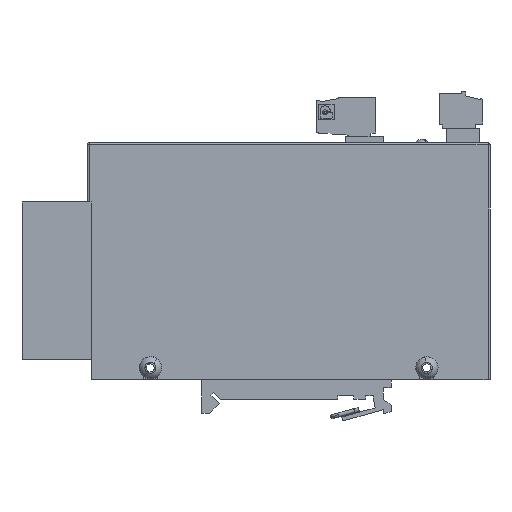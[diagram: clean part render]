
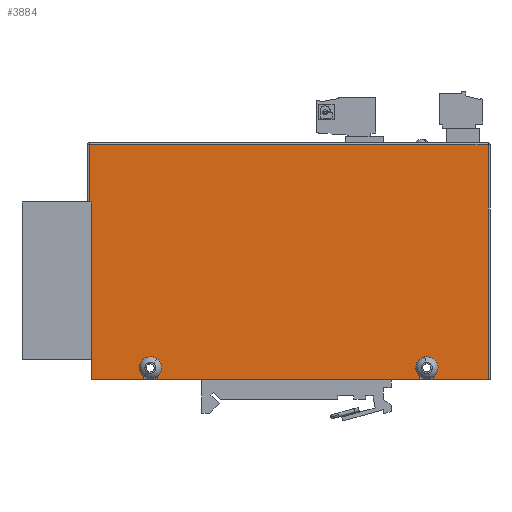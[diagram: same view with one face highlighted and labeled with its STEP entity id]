
A CAD part, front view. The second image highlights one B-rep face of the part: STEP entity #3884.
In plain terms, the highlighted planar face has unit normal (0, -1, 0).
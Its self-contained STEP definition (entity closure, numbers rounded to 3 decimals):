
#426 = ORIENTED_EDGE ( 'NONE', *, *, #7496, .F. ) ;
#872 = ORIENTED_EDGE ( 'NONE', *, *, #13453, .F. ) ;
#1366 = CARTESIAN_POINT ( 'NONE',  ( -6.672, -33.713, 56.13 ) ) ;
#1407 = EDGE_CURVE ( 'NONE', #16131, #27743, #25215, .T. ) ;
#1482 = ORIENTED_EDGE ( 'NONE', *, *, #11796, .T. ) ;
#1734 = CARTESIAN_POINT ( 'NONE',  ( 77.078, -33.713, 56.13 ) ) ;
#1773 = VECTOR ( 'NONE', #6381, 1000. ) ;
#1916 = VECTOR ( 'NONE', #22529, 1000. ) ;
#1937 = CARTESIAN_POINT ( 'NONE',  ( -23.422, -33.713, 56.13 ) ) ;
#2110 = VECTOR ( 'NONE', #7300, 1000. ) ;
#2207 = CARTESIAN_POINT ( 'NONE',  ( -23.422, -33.713, 56.13 ) ) ;
#2374 = VERTEX_POINT ( 'NONE', #26616 ) ;
#2396 = DIRECTION ( 'NONE',  ( 1., 0., 0. ) ) ;
#2840 = VERTEX_POINT ( 'NONE', #24108 ) ;
#3245 = DIRECTION ( 'NONE',  ( 0., 0., 1. ) ) ;
#3357 = DIRECTION ( 'NONE',  ( 0., 0., -1. ) ) ;
#3365 = CARTESIAN_POINT ( 'NONE',  ( -10.172, -33.713, 56.13 ) ) ;
#3404 = CIRCLE ( 'NONE', #9049, 1.75 ) ;
#3884 = ADVANCED_FACE ( 'NONE', ( #30054 ), #11806, .T. ) ;
#3947 = EDGE_CURVE ( 'NONE', #15317, #16131, #23187, .T. ) ;
#4282 = EDGE_LOOP ( 'NONE', ( #426, #7378, #15988, #11100, #1482, #13258, #10078, #28407, #28056, #30493, #10586, #10799, #872, #28652 ) ) ;
#4512 = DIRECTION ( 'NONE',  ( 1., 0., 0. ) ) ;
#4555 = EDGE_CURVE ( 'NONE', #12712, #5035, #11112, .T. ) ;
#4916 = EDGE_CURVE ( 'NONE', #2840, #21622, #9060, .T. ) ;
#5035 = VERTEX_POINT ( 'NONE', #22618 ) ;
#6381 = DIRECTION ( 'NONE',  ( 1., 0., 0. ) ) ;
#6570 = DIRECTION ( 'NONE',  ( 1., 0., 0. ) ) ;
#6716 = CARTESIAN_POINT ( 'NONE',  ( -23.922, -33.713, 115.63 ) ) ;
#6727 = CARTESIAN_POINT ( 'NONE',  ( -24.422, -33.713, 101.13 ) ) ;
#6944 = VECTOR ( 'NONE', #6570, 1000. ) ;
#7088 = VECTOR ( 'NONE', #2396, 1000. ) ;
#7090 = VERTEX_POINT ( 'NONE', #26270 ) ;
#7300 = DIRECTION ( 'NONE',  ( 0., 0., -1. ) ) ;
#7378 = ORIENTED_EDGE ( 'NONE', *, *, #25736, .F. ) ;
#7424 = VERTEX_POINT ( 'NONE', #24880 ) ;
#7457 = VECTOR ( 'NONE', #32018, 1000. ) ;
#7496 = EDGE_CURVE ( 'NONE', #25099, #21622, #29636, .T. ) ;
#7788 = CARTESIAN_POINT ( 'NONE',  ( 77.078, -33.713, 115.63 ) ) ;
#9049 = AXIS2_PLACEMENT_3D ( 'NONE', #17028, #21250, #4512 ) ;
#9060 = LINE ( 'NONE', #2207, #7457 ) ;
#9522 = LINE ( 'NONE', #11591, #1773 ) ;
#9649 = CARTESIAN_POINT ( 'NONE',  ( 59.828, -33.713, 56.13 ) ) ;
#9796 = DIRECTION ( 'NONE',  ( 0., -1., 0. ) ) ;
#9798 = VECTOR ( 'NONE', #3357, 1000. ) ;
#10078 = ORIENTED_EDGE ( 'NONE', *, *, #3947, .T. ) ;
#10586 = ORIENTED_EDGE ( 'NONE', *, *, #4555, .F. ) ;
#10636 = DIRECTION ( 'NONE',  ( 0., 0., 1. ) ) ;
#10799 = ORIENTED_EDGE ( 'NONE', *, *, #15983, .F. ) ;
#10833 = CARTESIAN_POINT ( 'NONE',  ( -23.422, -33.713, 101.13 ) ) ;
#11100 = ORIENTED_EDGE ( 'NONE', *, *, #30015, .T. ) ;
#11112 = LINE ( 'NONE', #3365, #9798 ) ;
#11555 = EDGE_CURVE ( 'NONE', #7090, #7424, #31537, .T. ) ;
#11591 = CARTESIAN_POINT ( 'NONE',  ( -23.422, -33.713, 56.13 ) ) ;
#11796 = EDGE_CURVE ( 'NONE', #13383, #14004, #32236, .T. ) ;
#11806 = PLANE ( 'NONE',  #23771 ) ;
#12383 = LINE ( 'NONE', #14628, #18054 ) ;
#12712 = VERTEX_POINT ( 'NONE', #29147 ) ;
#13258 = ORIENTED_EDGE ( 'NONE', *, *, #19077, .T. ) ;
#13383 = VERTEX_POINT ( 'NONE', #22192 ) ;
#13453 = EDGE_CURVE ( 'NONE', #2840, #19039, #14801, .T. ) ;
#14004 = VERTEX_POINT ( 'NONE', #7788 ) ;
#14628 = CARTESIAN_POINT ( 'NONE',  ( -23.422, -33.713, 115.63 ) ) ;
#14801 = LINE ( 'NONE', #1366, #1916 ) ;
#15317 = VERTEX_POINT ( 'NONE', #6716 ) ;
#15983 = EDGE_CURVE ( 'NONE', #19039, #12712, #3404, .T. ) ;
#15988 = ORIENTED_EDGE ( 'NONE', *, *, #11555, .F. ) ;
#16131 = VERTEX_POINT ( 'NONE', #32009 ) ;
#17028 = CARTESIAN_POINT ( 'NONE',  ( -8.422, -33.713, 60.13 ) ) ;
#17801 = CARTESIAN_POINT ( 'NONE',  ( -23.422, -33.713, 56.13 ) ) ;
#18054 = VECTOR ( 'NONE', #25674, 1000. ) ;
#18143 = DIRECTION ( 'NONE',  ( 1., 0., 0. ) ) ;
#18616 = VECTOR ( 'NONE', #25062, 1000. ) ;
#19039 = VERTEX_POINT ( 'NONE', #25180 ) ;
#19077 = EDGE_CURVE ( 'NONE', #14004, #15317, #12383, .T. ) ;
#19617 = CARTESIAN_POINT ( 'NONE',  ( -23.922, -33.713, 56.13 ) ) ;
#20164 = CARTESIAN_POINT ( 'NONE',  ( -23.422, -33.713, 56.13 ) ) ;
#20246 = CARTESIAN_POINT ( 'NONE',  ( 59.828, -33.713, 60.13 ) ) ;
#20650 = CARTESIAN_POINT ( 'NONE',  ( 59.828, -33.713, 56.13 ) ) ;
#21250 = DIRECTION ( 'NONE',  ( 0., -1., 0. ) ) ;
#21622 = VERTEX_POINT ( 'NONE', #9649 ) ;
#22192 = CARTESIAN_POINT ( 'NONE',  ( 77.078, -33.713, 56.13 ) ) ;
#22529 = DIRECTION ( 'NONE',  ( 0., 0., 1. ) ) ;
#22618 = CARTESIAN_POINT ( 'NONE',  ( -10.172, -33.713, 56.13 ) ) ;
#22658 = AXIS2_PLACEMENT_3D ( 'NONE', #33469, #33219, #18143 ) ;
#23187 = LINE ( 'NONE', #19617, #18616 ) ;
#23771 = AXIS2_PLACEMENT_3D ( 'NONE', #1937, #9796, #27823 ) ;
#24108 = CARTESIAN_POINT ( 'NONE',  ( -6.672, -33.713, 56.13 ) ) ;
#24618 = VECTOR ( 'NONE', #3245, 1000. ) ;
#24880 = CARTESIAN_POINT ( 'NONE',  ( 63.328, -33.713, 60.13 ) ) ;
#25062 = DIRECTION ( 'NONE',  ( 0., 0., -1. ) ) ;
#25099 = VERTEX_POINT ( 'NONE', #20246 ) ;
#25180 = CARTESIAN_POINT ( 'NONE',  ( -6.672, -33.713, 60.13 ) ) ;
#25215 = LINE ( 'NONE', #6727, #6944 ) ;
#25674 = DIRECTION ( 'NONE',  ( -1., 0., 0. ) ) ;
#25736 = EDGE_CURVE ( 'NONE', #7424, #25099, #27739, .T. ) ;
#26270 = CARTESIAN_POINT ( 'NONE',  ( 63.328, -33.713, 56.13 ) ) ;
#26616 = CARTESIAN_POINT ( 'NONE',  ( -23.422, -33.713, 56.13 ) ) ;
#27669 = LINE ( 'NONE', #17801, #7088 ) ;
#27697 = DIRECTION ( 'NONE',  ( 0., 0., 1. ) ) ;
#27739 = CIRCLE ( 'NONE', #22658, 1.75 ) ;
#27743 = VERTEX_POINT ( 'NONE', #10833 ) ;
#27823 = DIRECTION ( 'NONE',  ( 1., 0., 0. ) ) ;
#28056 = ORIENTED_EDGE ( 'NONE', *, *, #32459, .F. ) ;
#28407 = ORIENTED_EDGE ( 'NONE', *, *, #1407, .T. ) ;
#28652 = ORIENTED_EDGE ( 'NONE', *, *, #4916, .T. ) ;
#28968 = CARTESIAN_POINT ( 'NONE',  ( 63.328, -33.713, 56.13 ) ) ;
#29147 = CARTESIAN_POINT ( 'NONE',  ( -10.172, -33.713, 60.13 ) ) ;
#29636 = LINE ( 'NONE', #20650, #2110 ) ;
#29944 = VECTOR ( 'NONE', #10636, 1000. ) ;
#30015 = EDGE_CURVE ( 'NONE', #7090, #13383, #9522, .T. ) ;
#30054 = FACE_OUTER_BOUND ( 'NONE', #4282, .T. ) ;
#30217 = VECTOR ( 'NONE', #27697, 1000. ) ;
#30335 = EDGE_CURVE ( 'NONE', #2374, #5035, #27669, .T. ) ;
#30493 = ORIENTED_EDGE ( 'NONE', *, *, #30335, .T. ) ;
#31531 = LINE ( 'NONE', #20164, #24618 ) ;
#31537 = LINE ( 'NONE', #28968, #29944 ) ;
#32009 = CARTESIAN_POINT ( 'NONE',  ( -23.922, -33.713, 101.13 ) ) ;
#32018 = DIRECTION ( 'NONE',  ( 1., 0., 0. ) ) ;
#32236 = LINE ( 'NONE', #1734, #30217 ) ;
#32459 = EDGE_CURVE ( 'NONE', #2374, #27743, #31531, .T. ) ;
#33219 = DIRECTION ( 'NONE',  ( 0., -1., 0. ) ) ;
#33469 = CARTESIAN_POINT ( 'NONE',  ( 61.578, -33.713, 60.13 ) ) ;
